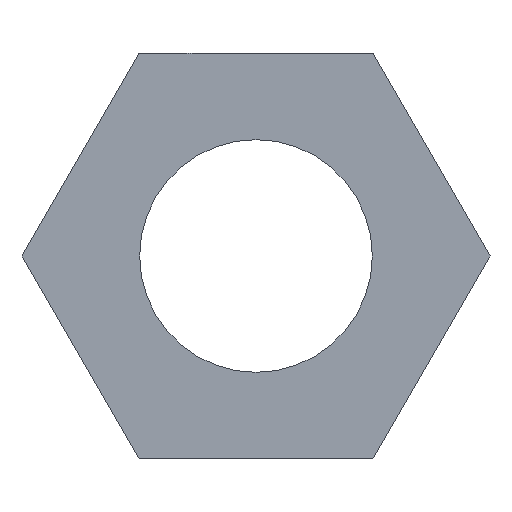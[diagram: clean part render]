
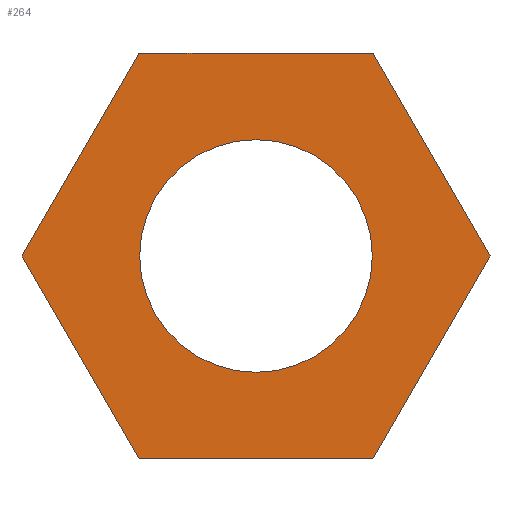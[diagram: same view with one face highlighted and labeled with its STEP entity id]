
A CAD part, front view. The second image highlights one B-rep face of the part: STEP entity #264.
In plain terms, the highlighted planar face has unit normal (0, -1, 0).
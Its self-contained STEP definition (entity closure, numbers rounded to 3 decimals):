
#2 = CARTESIAN_POINT ( 'NONE',  ( -3.118, 0., 5.4 ) ) ;
#11 = DIRECTION ( 'NONE',  ( 1., 0., 0. ) ) ;
#13 = DIRECTION ( 'NONE',  ( -0.5, 0., 0.866 ) ) ;
#14 = ORIENTED_EDGE ( 'NONE', *, *, #45, .F. ) ;
#21 = CARTESIAN_POINT ( 'NONE',  ( -6.235, 0., 0. ) ) ;
#22 = LINE ( 'NONE', #138, #256 ) ;
#28 = EDGE_CURVE ( 'NONE', #321, #187, #22, .T. ) ;
#29 = CARTESIAN_POINT ( 'NONE',  ( 3.118, 0., -5.4 ) ) ;
#39 = CARTESIAN_POINT ( 'NONE',  ( 0., 0., 0. ) ) ;
#40 = DIRECTION ( 'NONE',  ( 0., 1., 0. ) ) ;
#45 = EDGE_CURVE ( 'NONE', #349, #275, #46, .T. ) ;
#46 = LINE ( 'NONE', #29, #300 ) ;
#50 = VECTOR ( 'NONE', #267, 1000. ) ;
#52 = EDGE_LOOP ( 'NONE', ( #283, #353 ) ) ;
#57 = DIRECTION ( 'NONE',  ( -1., 0., 0. ) ) ;
#66 = DIRECTION ( 'NONE',  ( -0.5, 0., -0.866 ) ) ;
#67 = DIRECTION ( 'NONE',  ( 0., 0., 1. ) ) ;
#99 = LINE ( 'NONE', #199, #123 ) ;
#103 = DIRECTION ( 'NONE',  ( 0., 0., 1. ) ) ;
#107 = CARTESIAN_POINT ( 'NONE',  ( 6.235, 0., 0. ) ) ;
#117 = AXIS2_PLACEMENT_3D ( 'NONE', #306, #357, #103 ) ;
#121 = CARTESIAN_POINT ( 'NONE',  ( 0., 0., 3.1 ) ) ;
#123 = VECTOR ( 'NONE', #206, 1000. ) ;
#135 = ORIENTED_EDGE ( 'NONE', *, *, #309, .F. ) ;
#138 = CARTESIAN_POINT ( 'NONE',  ( -3.118, 0., 5.4 ) ) ;
#139 = CARTESIAN_POINT ( 'NONE',  ( 6.235, 0., 0. ) ) ;
#142 = LINE ( 'NONE', #290, #252 ) ;
#144 = ORIENTED_EDGE ( 'NONE', *, *, #360, .F. ) ;
#154 = ORIENTED_EDGE ( 'NONE', *, *, #249, .F. ) ;
#157 = CARTESIAN_POINT ( 'NONE',  ( 3.118, 0., 5.4 ) ) ;
#161 = CARTESIAN_POINT ( 'NONE',  ( -6.235, 0., 0. ) ) ;
#168 = ORIENTED_EDGE ( 'NONE', *, *, #185, .F. ) ;
#178 = PLANE ( 'NONE',  #117 ) ;
#185 = EDGE_CURVE ( 'NONE', #187, #322, #99, .T. ) ;
#187 = VERTEX_POINT ( 'NONE', #157 ) ;
#196 = CIRCLE ( 'NONE', #253, 3.1 ) ;
#199 = CARTESIAN_POINT ( 'NONE',  ( 3.118, 0., 5.4 ) ) ;
#205 = CARTESIAN_POINT ( 'NONE',  ( -3.118, 0., -5.4 ) ) ;
#206 = DIRECTION ( 'NONE',  ( 0.5, 0., -0.866 ) ) ;
#207 = DIRECTION ( 'NONE',  ( 0., 0., 1. ) ) ;
#210 = EDGE_CURVE ( 'NONE', #331, #211, #196, .T. ) ;
#211 = VERTEX_POINT ( 'NONE', #121 ) ;
#218 = VERTEX_POINT ( 'NONE', #21 ) ;
#231 = DIRECTION ( 'NONE',  ( 0., 1., 0. ) ) ;
#233 = LINE ( 'NONE', #161, #50 ) ;
#241 = FACE_BOUND ( 'NONE', #52, .T. ) ;
#245 = VECTOR ( 'NONE', #66, 1000. ) ;
#249 = EDGE_CURVE ( 'NONE', #218, #321, #233, .T. ) ;
#252 = VECTOR ( 'NONE', #13, 1000. ) ;
#253 = AXIS2_PLACEMENT_3D ( 'NONE', #369, #40, #207 ) ;
#256 = VECTOR ( 'NONE', #11, 1000. ) ;
#257 = CARTESIAN_POINT ( 'NONE',  ( 0., 0., -3.1 ) ) ;
#264 = ADVANCED_FACE ( 'NONE', ( #371, #241 ), #178, .F. ) ;
#267 = DIRECTION ( 'NONE',  ( 0.5, 0., 0.866 ) ) ;
#275 = VERTEX_POINT ( 'NONE', #205 ) ;
#279 = ORIENTED_EDGE ( 'NONE', *, *, #28, .F. ) ;
#283 = ORIENTED_EDGE ( 'NONE', *, *, #210, .T. ) ;
#290 = CARTESIAN_POINT ( 'NONE',  ( -3.118, 0., -5.4 ) ) ;
#300 = VECTOR ( 'NONE', #57, 1000. ) ;
#306 = CARTESIAN_POINT ( 'NONE',  ( 0., 0., 0. ) ) ;
#309 = EDGE_CURVE ( 'NONE', #322, #349, #319, .T. ) ;
#319 = LINE ( 'NONE', #107, #245 ) ;
#321 = VERTEX_POINT ( 'NONE', #2 ) ;
#322 = VERTEX_POINT ( 'NONE', #139 ) ;
#329 = EDGE_CURVE ( 'NONE', #211, #331, #330, .T. ) ;
#330 = CIRCLE ( 'NONE', #373, 3.1 ) ;
#331 = VERTEX_POINT ( 'NONE', #257 ) ;
#349 = VERTEX_POINT ( 'NONE', #355 ) ;
#353 = ORIENTED_EDGE ( 'NONE', *, *, #329, .T. ) ;
#355 = CARTESIAN_POINT ( 'NONE',  ( 3.118, 0., -5.4 ) ) ;
#357 = DIRECTION ( 'NONE',  ( 0., 1., 0. ) ) ;
#360 = EDGE_CURVE ( 'NONE', #275, #218, #142, .T. ) ;
#361 = EDGE_LOOP ( 'NONE', ( #168, #279, #154, #144, #14, #135 ) ) ;
#369 = CARTESIAN_POINT ( 'NONE',  ( 0., 0., 0. ) ) ;
#371 = FACE_OUTER_BOUND ( 'NONE', #361, .T. ) ;
#373 = AXIS2_PLACEMENT_3D ( 'NONE', #39, #231, #67 ) ;
